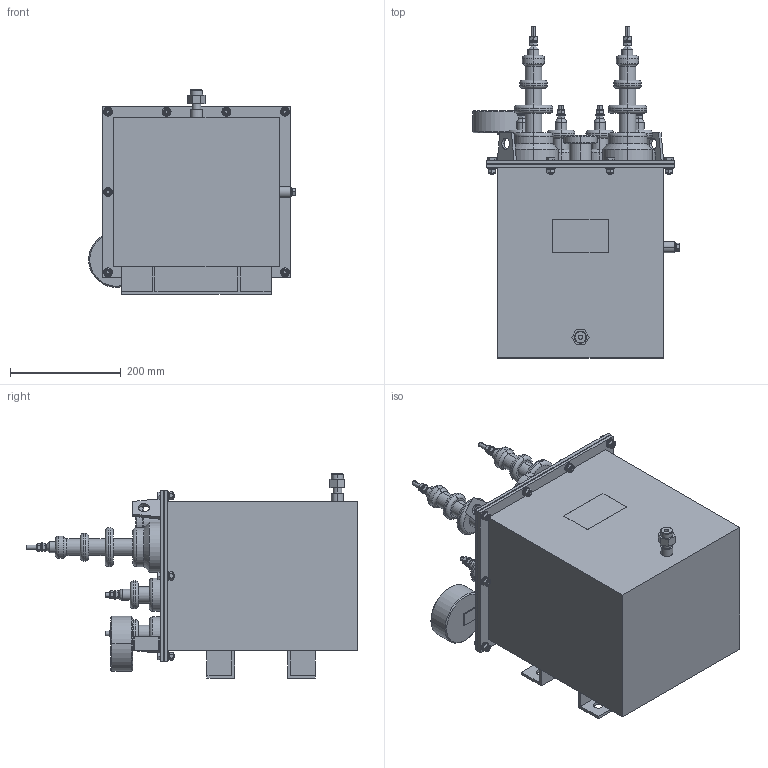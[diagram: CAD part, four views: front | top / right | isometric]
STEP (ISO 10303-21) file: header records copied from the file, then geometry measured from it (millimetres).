
FILE_DESCRIPTION (( 'STEP AP214' ), '1' );
FILE_NAME ('ﾎﾌ-2,5-6 ﾓﾕﾋ1_ﾎﾌ-2,5-10 ﾓﾕﾋ1 .STEP', '2023-08-06T10:04:26', ( '' ), ( '' ), 'SwSTEP 2.0', 'SolidWorks 2019', '' );
FILE_SCHEMA (( 'AUTOMOTIVE_DESIGN' ));
Length unit declared in the file: millimetre
Products named in the file (1): ﾎﾌ-2,5-6 ﾓﾕﾋ1_ﾎﾌ-2,5-10 ﾓﾕﾋ1 
Bounding box: 373.9 x 600 x 370 mm (x, y, z)
Volume: 31481286.5 mm3; surface area: 976316 mm2
Topology: 76 solids, 77 shells, 1548 faces, 3615 edges, 2304 vertices
Faces by surface type: plane 675, cylinder 344, cone 286, bspline 145, torus 98
Entity records: 68854 total; most frequent: CARTESIAN_POINT 16627, ORIENTED_EDGE 7230, DIRECTION 6723, EDGE_CURVE 3615, AXIS2_PLACEMENT_3D 2552, VERTEX_POINT 2304, EDGE_LOOP 1753, UNCERTAINTY_MEASURE_WITH_UNIT 1626
